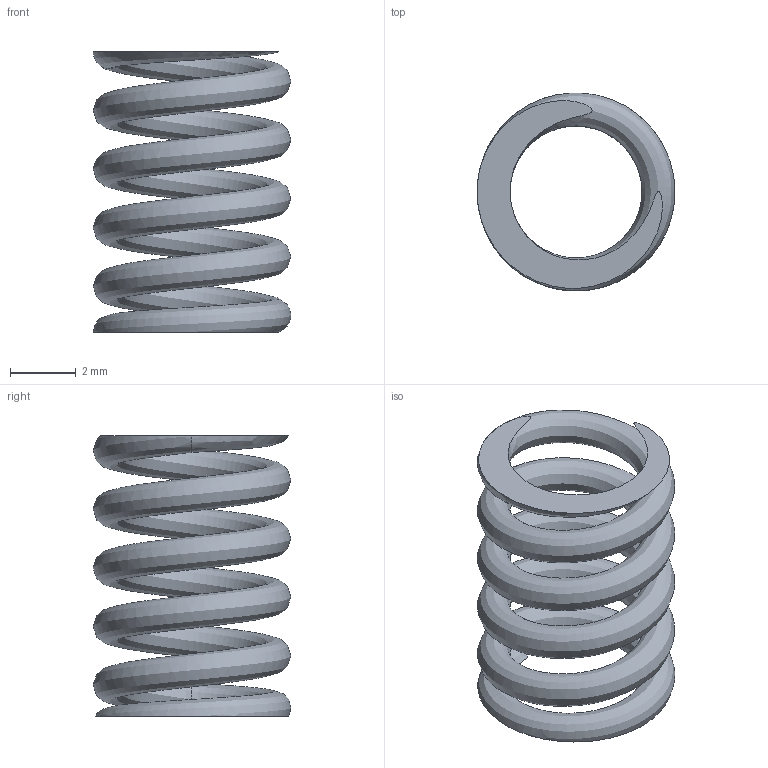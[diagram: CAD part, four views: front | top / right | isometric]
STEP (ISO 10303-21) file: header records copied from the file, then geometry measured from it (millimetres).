
FILE_DESCRIPTION(('STEP AP203'), '1');
FILE_NAME('08.04 ﾏ跖浯', '', ('UNSPECIFIED'), ('UNSPECIFIED'), 'ASCON STEP Converter 1.6', 'ASCON Math Kernel', '');
FILE_SCHEMA(('CONFIG_CONTROL_DESIGN'));
Length unit declared in the file: millimetre
Products named in the file (1): 08.0428
Bounding box: 6 x 6 x 8.5 mm (x, y, z)
Volume: 64.2 mm3; surface area: 268.8 mm2
Topology: 1 solids, 1 shells, 6 faces, 13 edges, 12 vertices
Faces by surface type: bspline 3, plane 3
Entity records: 3549 total; most frequent: CARTESIAN_POINT 3345, ORIENTED_EDGE 18, DIRECTION 17, COLOUR_RGB 10, PRESENTATION_STYLE_ASSIGNMENT 10, STYLED_ITEM 10, EDGE_CURVE 9, AXIS2_PLACEMENT_3D 8
